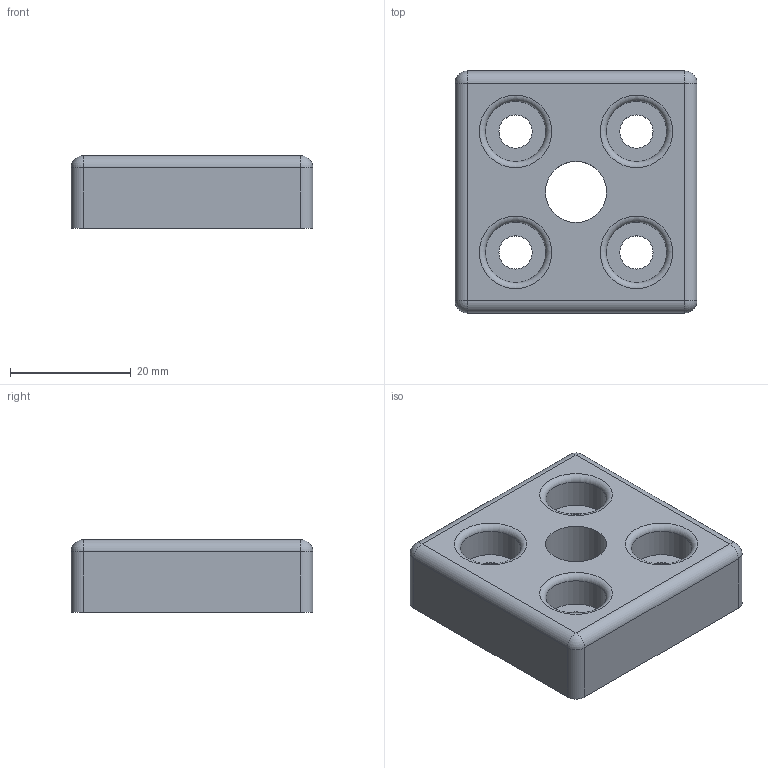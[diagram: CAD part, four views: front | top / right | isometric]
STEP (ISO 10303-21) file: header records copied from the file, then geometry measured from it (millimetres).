
FILE_DESCRIPTION(/* description */ ('STEP AP214'),/* implementation_level */ '2;1');
FILE_NAME(/* name */ '093T40401205S',/* time_stamp */ '2022-08-10T14:50:17+02:00',/* author */ ('License CC BY-ND 4.0'),/* organization */ ('CADENAS'),/* preprocessor_version */ 'ST-DEVELOPER v18.102',/* originating_system */ 'PARTsolutions',/* authorisation */ ' ');
FILE_SCHEMA (('AUTOMOTIVE_DESIGN {1 0 10303 214 3 1 1}'));
Length unit declared in the file: millimetre
Products named in the file (1): 093T40401205S
Bounding box: 40 x 40 x 12 mm (x, y, z)
Volume: 11647.6 mm3; surface area: 8452.1 mm2
Topology: 1 solids, 1 shells, 87 faces, 207 edges, 130 vertices
Faces by surface type: cylinder 57, plane 22, sphere 4, torus 4
Full cylindrical faces by diameter (mm): 5 x4, 5.5 x4, 10 x4, 10.106 x1
Entity records: 2492 total; most frequent: DIRECTION 480, CARTESIAN_POINT 404, ORIENTED_EDGE 372, AXIS2_PLACEMENT_3D 206, EDGE_CURVE 186, VERTEX_POINT 130, EDGE_LOOP 126, FACE_BOUND 126
